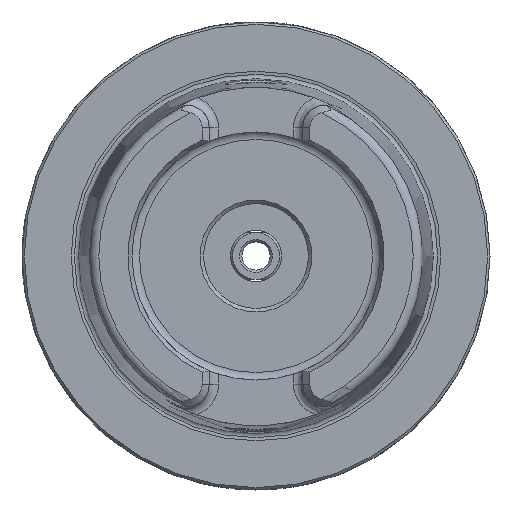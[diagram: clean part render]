
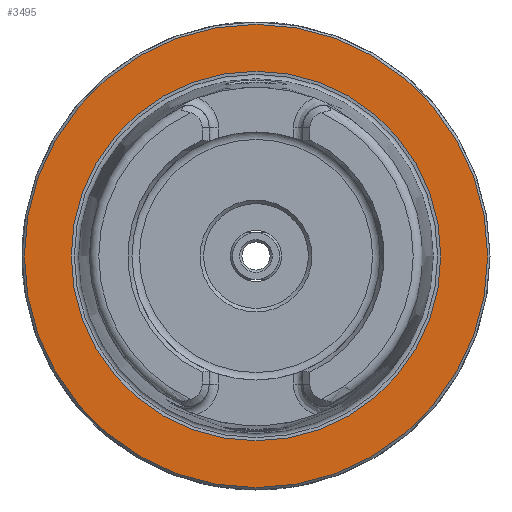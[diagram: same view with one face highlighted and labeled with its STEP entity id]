
A CAD part, left-side view. The second image highlights one B-rep face of the part: STEP entity #3495.
In plain terms, the highlighted planar face has unit normal (-1, 0, 0).
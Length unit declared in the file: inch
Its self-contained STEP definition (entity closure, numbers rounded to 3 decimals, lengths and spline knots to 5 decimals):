
#3461=CARTESIAN_POINT('',(0.0,49.5,0.));
#3462=VERTEX_POINT('',#3461);
#3463=CARTESIAN_POINT('',(0.0,0.0,0.0));
#3464=DIRECTION('',(1.0,0.0,0.0));
#3465=DIRECTION('',(0.0,-1.0,0.0));
#3466=AXIS2_PLACEMENT_3D('',#3463,#3464,#3465);
#3467=CIRCLE('',#3466,49.5);
#3468=EDGE_CURVE('',#3462,#3462,#3467,.T.);
#3476=CARTESIAN_POINT('',(0.0,25.0,0.0));
#3477=DIRECTION('',(-1.0,0.0,0.0));
#3478=DIRECTION('',(0.0,0.0,1.0));
#3479=AXIS2_PLACEMENT_3D('',#3476,#3477,#3478);
#3480=PLANE('',#3479);
#3481=ORIENTED_EDGE('',*,*,#3468,.F.);
#3482=EDGE_LOOP('',(#3481));
#3483=FACE_OUTER_BOUND('',#3482,.T.);
#3484=CARTESIAN_POINT('',(0.0,39.48224,0.0));
#3485=VERTEX_POINT('',#3484);
#3486=CARTESIAN_POINT('',(0.0,0.0,0.0));
#3487=DIRECTION('',(1.0,0.0,0.0));
#3488=DIRECTION('',(0.0,1.0,0.0));
#3489=AXIS2_PLACEMENT_3D('',#3486,#3487,#3488);
#3490=CIRCLE('',#3489,39.48224);
#3491=EDGE_CURVE('',#3485,#3485,#3490,.T.);
#3492=ORIENTED_EDGE('',*,*,#3491,.T.);
#3493=EDGE_LOOP('',(#3492));
#3494=FACE_BOUND('',#3493,.T.);
#3495=ADVANCED_FACE('',(#3483,#3494),#3480,.T.);
